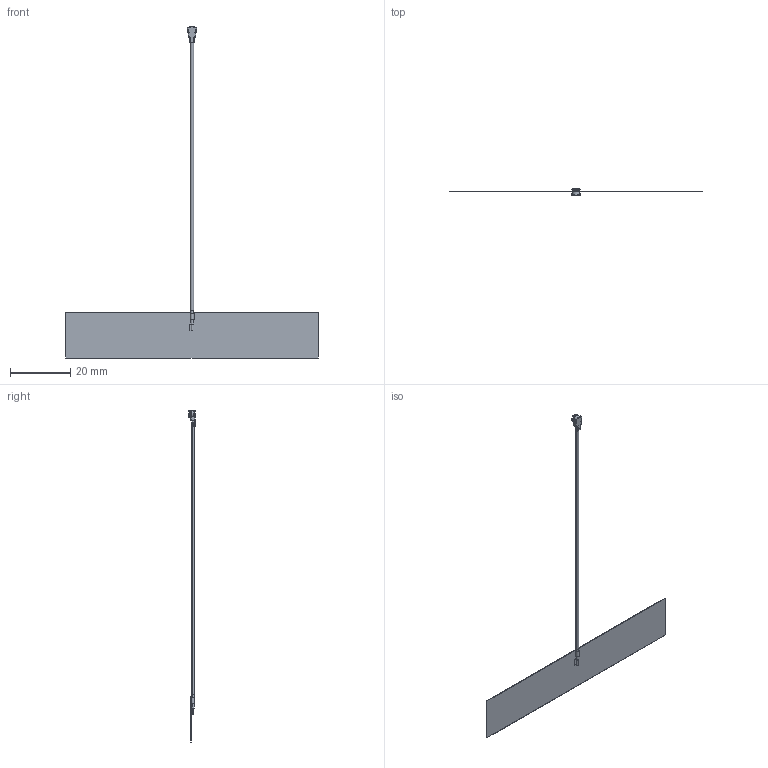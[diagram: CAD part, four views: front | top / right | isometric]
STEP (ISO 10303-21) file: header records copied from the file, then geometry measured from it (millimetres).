
FILE_DESCRIPTION((''),'2;1');
FILE_NAME('1461850100','2017-06-12T',('ksrinivasara'),(''),'PRO/ENGINEER BY PARAMETRIC TECHNOLOGY CORPORATION, 2012310','PRO/ENGINEER BY PARAMETRIC TECHNOLOGY CORPORATION, 2012310','');
FILE_SCHEMA(('CONFIG_CONTROL_DESIGN'));
Length unit declared in the file: millimetre
Products named in the file (1): 1461850100
Bounding box: 84 x 2.15 x 110.64 mm (x, y, z)
Volume: 235.6 mm3; surface area: 2942.8 mm2
Topology: 1 solids, 1 shells, 157 faces, 478 edges, 330 vertices
Faces by surface type: plane 85, cylinder 43, cone 17, torus 8, bspline 4
Entity records: 5757 total; most frequent: CARTESIAN_POINT 1278, ORIENTED_EDGE 950, DIRECTION 935, EDGE_CURVE 475, VERTEX_POINT 328, AXIS2_PLACEMENT_3D 324, VECTOR 287, LINE 287
